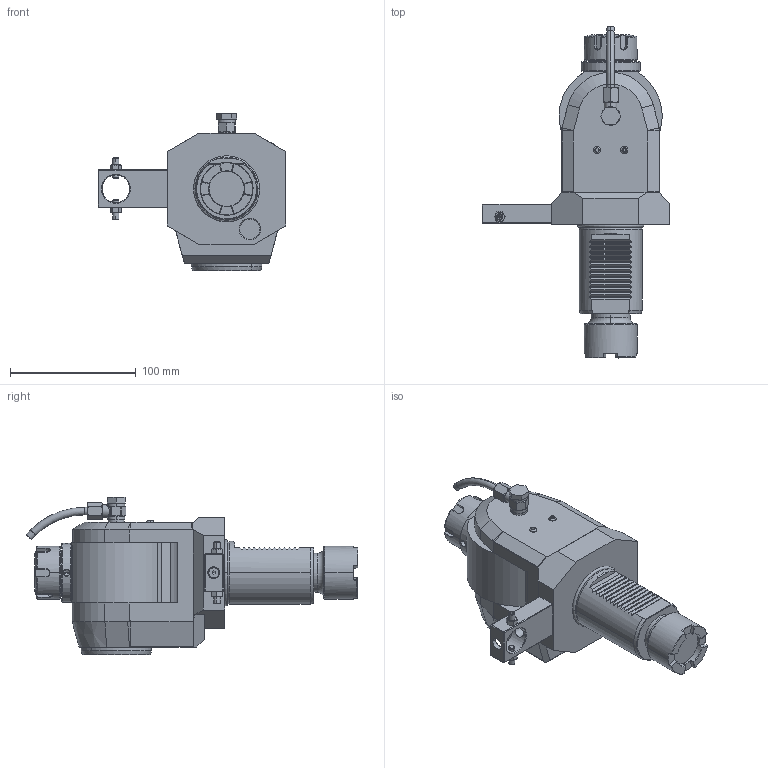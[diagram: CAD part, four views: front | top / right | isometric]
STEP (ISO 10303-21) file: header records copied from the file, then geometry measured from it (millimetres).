
FILE_DESCRIPTION((''),'2;1');
FILE_NAME('NGT1_50_551_25_2JA','2022-07-15T',('vali'),('NOVA GRUP'),'PRO/ENGINEER BY PARAMETRIC TECHNOLOGY CORPORATION, 2010280','PRO/ENGINEER BY PARAMETRIC TECHNOLOGY CORPORATION, 2010280','');
FILE_SCHEMA(('CONFIG_CONTROL_DESIGN'));
Length unit declared in the file: millimetre
Products named in the file (1): NGT1_50_551_25_2JA
Bounding box: 149 x 263.67 x 124.9 mm (x, y, z)
Volume: 1070789.9 mm3; surface area: 97745.6 mm2
Topology: 1 solids, 3 shells, 666 faces, 1673 edges, 1021 vertices
Faces by surface type: plane 286, cylinder 144, bspline 106, cone 91, torus 39
Entity records: 28970 total; most frequent: CARTESIAN_POINT 14238, ORIENTED_EDGE 3302, DIRECTION 2628, EDGE_CURVE 1651, VERTEX_POINT 1021, AXIS2_PLACEMENT_3D 925, VECTOR 778, LINE 778
